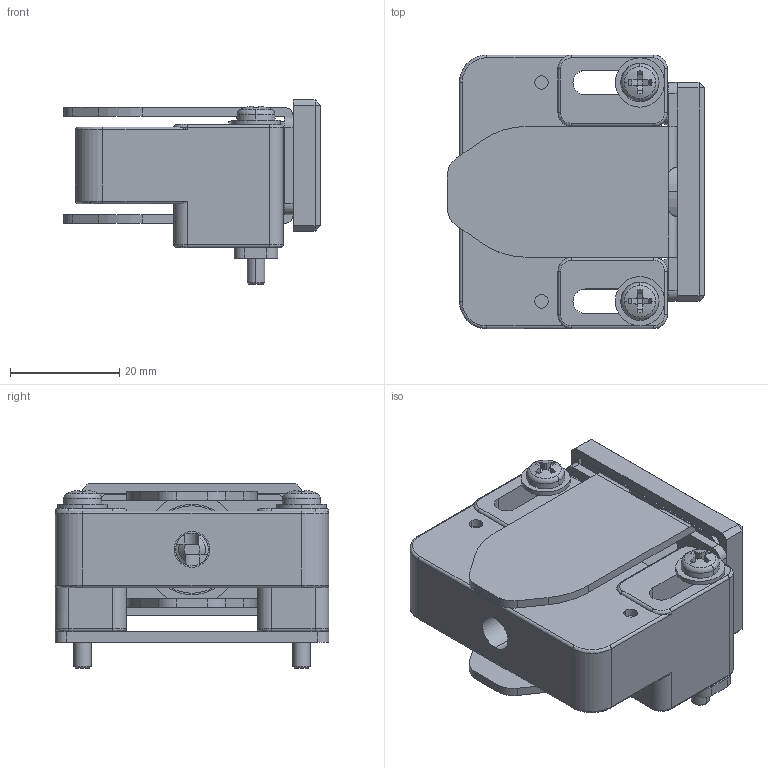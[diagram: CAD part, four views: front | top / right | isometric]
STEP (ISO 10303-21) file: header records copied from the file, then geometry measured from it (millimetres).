
FILE_DESCRIPTION (( 'STEP AP203' ), '1' );
FILE_NAME ('C-560.STEP', '2021-02-25T08:10:07', ( '' ), ( '' ), 'SwSTEP 2.0', 'SolidWorks 2018', '' );
FILE_SCHEMA (( 'CONFIG_CONTROL_DESIGN' ));
Length unit declared in the file: millimetre
Products named in the file (9): C-560_cross-recessed head machine screw_ver1.05_M4x30十字穴付なべ小ねじ(鉄)平シングルセムス(P1); C-560_housing side_; C-560; C-560_guide_; C-560_body_; C-560_lock shaft_; C-560_door side_; C-560_mounting brackets_; C-560_cross-recessed flat head screw_ver1.03_M3x10十字穴付皿小ねじ(鉄)
Assembly tree (10 placements, depth 3):
  C-560
    C-560_housing side_
      C-560_body_
      C-560_mounting brackets_
      C-560_cross-recessed head machine screw_ver1.05_M4x30十字穴付なべ小ねじ(鉄)平シングルセムス(P1)  x2
    C-560_door side_
      C-560_lock shaft_
      C-560_guide_
      C-560_cross-recessed flat head screw_ver1.03_M3x10十字穴付皿小ねじ(鉄)  x2
Bounding box: 47.02 x 50 x 33.7 mm (x, y, z)
Volume: 35439.5 mm3; surface area: 20333.8 mm2
Topology: 8 solids, 8 shells, 523 faces, 1339 edges, 860 vertices
Faces by surface type: plane 278, cylinder 160, cone 49, bspline 28, torus 4, sphere 4
Entity records: 15303 total; most frequent: CARTESIAN_POINT 3364, ORIENTED_EDGE 2298, DIRECTION 2293, EDGE_CURVE 1149, AXIS2_PLACEMENT_3D 807, VERTEX_POINT 736, VECTOR 679, LINE 679
